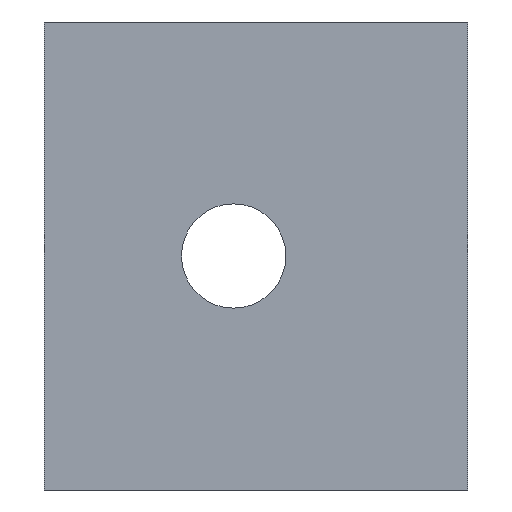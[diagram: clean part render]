
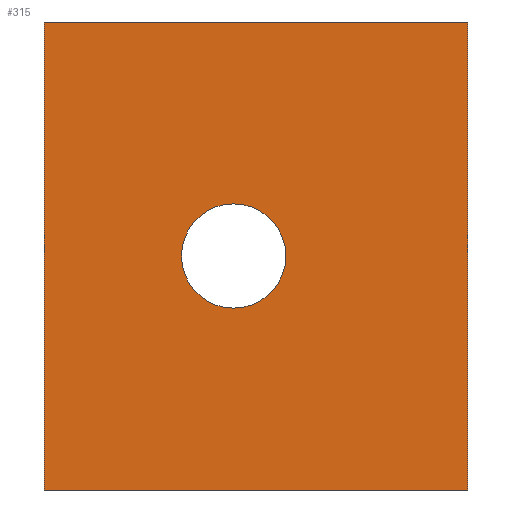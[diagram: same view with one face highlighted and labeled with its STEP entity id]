
A CAD part, left-side view. The second image highlights one B-rep face of the part: STEP entity #315.
In plain terms, the highlighted planar face has unit normal (-1, 0, 0).
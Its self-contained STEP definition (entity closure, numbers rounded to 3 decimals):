
#17=FACE_BOUND('',#62,.T.);
#27=PLANE('',#349);
#43=FACE_OUTER_BOUND('',#61,.T.);
#61=EDGE_LOOP('',(#265,#266,#267,#268));
#62=EDGE_LOOP('',(#269));
#94=LINE('',#498,#132);
#95=LINE('',#500,#133);
#96=LINE('',#502,#134);
#97=LINE('',#503,#135);
#132=VECTOR('',#412,10.);
#133=VECTOR('',#413,10.);
#134=VECTOR('',#414,10.);
#135=VECTOR('',#415,10.);
#148=CIRCLE('',#340,3.5);
#152=VERTEX_POINT('',#445);
#169=VERTEX_POINT('',#496);
#170=VERTEX_POINT('',#497);
#171=VERTEX_POINT('',#499);
#172=VERTEX_POINT('',#501);
#182=EDGE_CURVE('',#152,#152,#148,.T.);
#206=EDGE_CURVE('',#169,#170,#94,.T.);
#207=EDGE_CURVE('',#169,#171,#95,.T.);
#208=EDGE_CURVE('',#172,#171,#96,.F.);
#209=EDGE_CURVE('',#170,#172,#97,.F.);
#265=ORIENTED_EDGE('',*,*,#206,.F.);
#266=ORIENTED_EDGE('',*,*,#207,.T.);
#267=ORIENTED_EDGE('',*,*,#208,.F.);
#268=ORIENTED_EDGE('',*,*,#209,.F.);
#269=ORIENTED_EDGE('',*,*,#182,.T.);
#315=ADVANCED_FACE('',(#43,#17),#27,.T.);
#340=AXIS2_PLACEMENT_3D('',#447,#369,#370);
#349=AXIS2_PLACEMENT_3D('',#495,#410,#411);
#369=DIRECTION('center_axis',(1.,0.,0.));
#370=DIRECTION('ref_axis',(0.,0.,-1.));
#410=DIRECTION('center_axis',(-1.,0.,0.));
#411=DIRECTION('ref_axis',(0.,0.,1.));
#412=DIRECTION('',(0.,0.,-1.));
#413=DIRECTION('',(0.,1.,0.));
#414=DIRECTION('',(0.,0.,-1.));
#415=DIRECTION('',(0.,-1.,0.));
#445=CARTESIAN_POINT('',(-73.,12.7,3.5));
#447=CARTESIAN_POINT('Origin',(-73.,12.7,0.));
#495=CARTESIAN_POINT('Origin',(-73.,0.,-12.7));
#496=CARTESIAN_POINT('',(-73.,-3.,15.7));
#497=CARTESIAN_POINT('',(-73.,-3.,-15.7));
#498=CARTESIAN_POINT('',(-73.,-3.,-6.35));
#499=CARTESIAN_POINT('',(-73.,25.4,15.7));
#500=CARTESIAN_POINT('',(-73.,0.,15.7));
#501=CARTESIAN_POINT('',(-73.,25.4,-15.7));
#502=CARTESIAN_POINT('',(-73.,25.4,-6.35));
#503=CARTESIAN_POINT('',(-73.,0.,-15.7));
